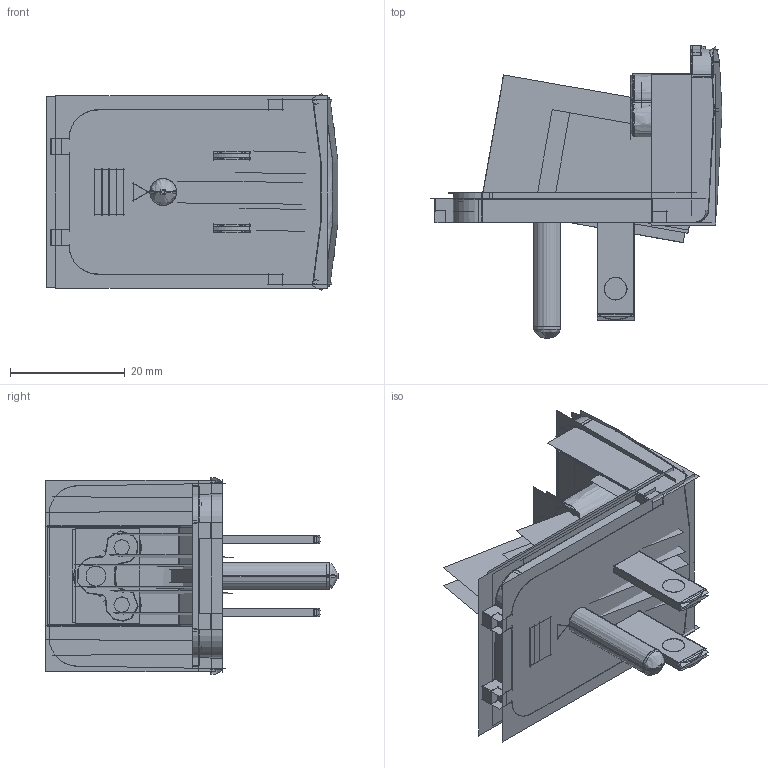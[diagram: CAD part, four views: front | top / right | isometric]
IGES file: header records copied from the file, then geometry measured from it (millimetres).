
Start section:  PTC IGES file: R-NA-3.igs
Global section: file name: R-NA-3.igs; native system: Pro/ENGINEER by Parametric Technology Corporation; preprocessor: 2010280; author: Administrator; organization: Unknown; date: 20180425.153806; units: millimetre
Bounding box: 50.82 x 50.92 x 34.38 mm (x, y, z)
Volume: 10127.9 mm3; surface area: 80340.9 mm2
Topology: 8 solids, 8 shells, 1040 faces, 5153 edges, 6344 vertices
Faces by surface type: bspline 744, revolution 290, extrusion 6
